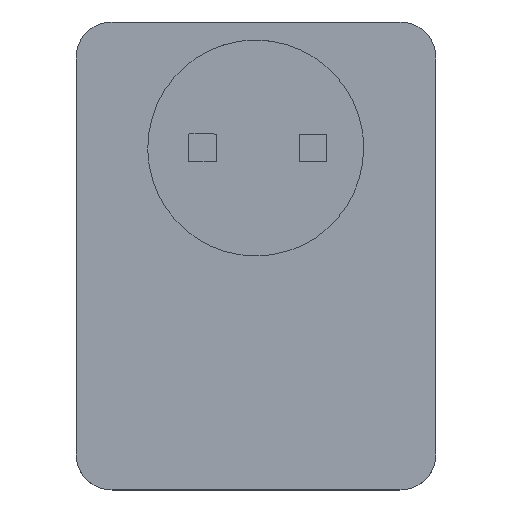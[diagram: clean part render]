
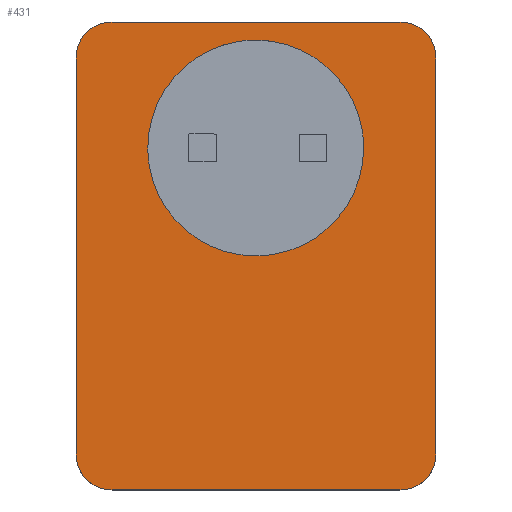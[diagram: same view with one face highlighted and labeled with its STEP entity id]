
A CAD part, top view. The second image highlights one B-rep face of the part: STEP entity #431.
In plain terms, the highlighted planar face has unit normal (0, 0, 1).
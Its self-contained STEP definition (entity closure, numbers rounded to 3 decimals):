
#19=CIRCLE('',#466,2.);
#20=CIRCLE('',#467,2.);
#21=CIRCLE('',#468,2.);
#22=CIRCLE('',#469,2.);
#29=FACE_BOUND('',#86,.T.);
#30=(
BOUNDED_CURVE()
B_SPLINE_CURVE(3,(#653,#654,#655,#656),.UNSPECIFIED.,.F.,.F.)
B_SPLINE_CURVE_WITH_KNOTS((4,4),(-1.,0.),.UNSPECIFIED.)
CURVE()
GEOMETRIC_REPRESENTATION_ITEM()
RATIONAL_B_SPLINE_CURVE((1.,1.,1.,1.))
REPRESENTATION_ITEM('')
);
#32=(
BOUNDED_CURVE()
B_SPLINE_CURVE(3,(#674,#675,#676,#677),.UNSPECIFIED.,.F.,.F.)
B_SPLINE_CURVE_WITH_KNOTS((4,4),(-1.,0.),.UNSPECIFIED.)
CURVE()
GEOMETRIC_REPRESENTATION_ITEM()
RATIONAL_B_SPLINE_CURVE((1.,1.,1.,1.))
REPRESENTATION_ITEM('')
);
#34=(
BOUNDED_CURVE()
B_SPLINE_CURVE(3,(#693,#694,#695,#696),.UNSPECIFIED.,.F.,.F.)
B_SPLINE_CURVE_WITH_KNOTS((4,4),(-1.,0.),.UNSPECIFIED.)
CURVE()
GEOMETRIC_REPRESENTATION_ITEM()
RATIONAL_B_SPLINE_CURVE((1.,1.,1.,1.))
REPRESENTATION_ITEM('')
);
#36=(
BOUNDED_CURVE()
B_SPLINE_CURVE(3,(#711,#712,#713,#714),.UNSPECIFIED.,.F.,.F.)
B_SPLINE_CURVE_WITH_KNOTS((4,4),(-1.,0.),.UNSPECIFIED.)
CURVE()
GEOMETRIC_REPRESENTATION_ITEM()
RATIONAL_B_SPLINE_CURVE((1.,1.,1.,1.))
REPRESENTATION_ITEM('')
);
#58=FACE_OUTER_BOUND('',#85,.T.);
#85=EDGE_LOOP('',(#342,#343,#344,#345,#346,#347,#348,#349));
#86=EDGE_LOOP('',(#350,#351,#352,#353));
#124=LINE('',#725,#166);
#125=LINE('',#729,#167);
#126=LINE('',#733,#168);
#127=LINE('',#736,#169);
#166=VECTOR('',#533,10.);
#167=VECTOR('',#536,10.);
#168=VECTOR('',#539,10.);
#169=VECTOR('',#542,10.);
#198=VERTEX_POINT('',#651);
#199=VERTEX_POINT('',#652);
#202=VERTEX_POINT('',#673);
#204=VERTEX_POINT('',#692);
#206=VERTEX_POINT('',#721);
#207=VERTEX_POINT('',#722);
#208=VERTEX_POINT('',#724);
#209=VERTEX_POINT('',#726);
#210=VERTEX_POINT('',#728);
#211=VERTEX_POINT('',#730);
#212=VERTEX_POINT('',#732);
#213=VERTEX_POINT('',#734);
#246=EDGE_CURVE('',#198,#199,#30,.T.);
#250=EDGE_CURVE('',#202,#198,#32,.T.);
#253=EDGE_CURVE('',#204,#202,#34,.T.);
#256=EDGE_CURVE('',#199,#204,#36,.T.);
#258=EDGE_CURVE('',#206,#207,#19,.T.);
#259=EDGE_CURVE('',#208,#207,#124,.T.);
#260=EDGE_CURVE('',#208,#209,#20,.T.);
#261=EDGE_CURVE('',#210,#209,#125,.T.);
#262=EDGE_CURVE('',#210,#211,#21,.T.);
#263=EDGE_CURVE('',#212,#211,#126,.T.);
#264=EDGE_CURVE('',#212,#213,#22,.T.);
#265=EDGE_CURVE('',#206,#213,#127,.T.);
#342=ORIENTED_EDGE('',*,*,#258,.T.);
#343=ORIENTED_EDGE('',*,*,#259,.F.);
#344=ORIENTED_EDGE('',*,*,#260,.T.);
#345=ORIENTED_EDGE('',*,*,#261,.F.);
#346=ORIENTED_EDGE('',*,*,#262,.T.);
#347=ORIENTED_EDGE('',*,*,#263,.F.);
#348=ORIENTED_EDGE('',*,*,#264,.T.);
#349=ORIENTED_EDGE('',*,*,#265,.F.);
#350=ORIENTED_EDGE('',*,*,#246,.T.);
#351=ORIENTED_EDGE('',*,*,#256,.T.);
#352=ORIENTED_EDGE('',*,*,#253,.T.);
#353=ORIENTED_EDGE('',*,*,#250,.T.);
#410=PLANE('',#465);
#431=ADVANCED_FACE('',(#58,#29),#410,.T.);
#465=AXIS2_PLACEMENT_3D('',#720,#529,#530);
#466=AXIS2_PLACEMENT_3D('',#723,#531,#532);
#467=AXIS2_PLACEMENT_3D('',#727,#534,#535);
#468=AXIS2_PLACEMENT_3D('',#731,#537,#538);
#469=AXIS2_PLACEMENT_3D('',#735,#540,#541);
#529=DIRECTION('center_axis',(0.,0.,1.));
#530=DIRECTION('ref_axis',(1.,0.,0.));
#531=DIRECTION('center_axis',(0.,0.,1.));
#532=DIRECTION('ref_axis',(0.,1.,0.));
#533=DIRECTION('',(0.,1.,0.));
#534=DIRECTION('center_axis',(0.,0.,1.));
#535=DIRECTION('ref_axis',(-1.,0.,0.));
#536=DIRECTION('',(-1.,0.,0.));
#537=DIRECTION('center_axis',(0.,0.,1.));
#538=DIRECTION('ref_axis',(0.,-1.,0.));
#539=DIRECTION('',(0.,-1.,0.));
#540=DIRECTION('center_axis',(0.,0.,1.));
#541=DIRECTION('ref_axis',(1.,0.,0.));
#542=DIRECTION('',(1.,0.,0.));
#651=CARTESIAN_POINT('',(15.981,-65.333,0.));
#652=CARTESIAN_POINT('',(9.985,-71.33,0.));
#653=CARTESIAN_POINT('Ctrl Pts',(15.981,-65.333,0.));
#654=CARTESIAN_POINT('Ctrl Pts',(15.981,-68.638,0.));
#655=CARTESIAN_POINT('Ctrl Pts',(13.289,-71.33,0.));
#656=CARTESIAN_POINT('Ctrl Pts',(9.985,-71.33,0.));
#673=CARTESIAN_POINT('',(9.985,-59.337,0.));
#674=CARTESIAN_POINT('Ctrl Pts',(9.985,-59.337,0.));
#675=CARTESIAN_POINT('Ctrl Pts',(13.289,-59.337,0.));
#676=CARTESIAN_POINT('Ctrl Pts',(15.981,-62.029,0.));
#677=CARTESIAN_POINT('Ctrl Pts',(15.981,-65.333,0.));
#692=CARTESIAN_POINT('',(3.988,-65.333,0.));
#693=CARTESIAN_POINT('Ctrl Pts',(3.988,-65.333,0.));
#694=CARTESIAN_POINT('Ctrl Pts',(3.988,-62.029,0.));
#695=CARTESIAN_POINT('Ctrl Pts',(6.68,-59.337,0.));
#696=CARTESIAN_POINT('Ctrl Pts',(9.985,-59.337,0.));
#711=CARTESIAN_POINT('Ctrl Pts',(9.985,-71.33,0.));
#712=CARTESIAN_POINT('Ctrl Pts',(6.68,-71.33,0.));
#713=CARTESIAN_POINT('Ctrl Pts',(3.988,-68.638,0.));
#714=CARTESIAN_POINT('Ctrl Pts',(3.988,-65.333,0.));
#720=CARTESIAN_POINT('Origin',(10.,-71.333,0.));
#721=CARTESIAN_POINT('',(2.,-58.333,0.));
#722=CARTESIAN_POINT('',(0.,-60.333,0.));
#723=CARTESIAN_POINT('Origin',(2.,-60.333,0.));
#724=CARTESIAN_POINT('',(0.,-82.333,0.));
#725=CARTESIAN_POINT('',(0.,-82.333,0.));
#726=CARTESIAN_POINT('',(2.,-84.333,0.));
#727=CARTESIAN_POINT('Origin',(2.,-82.333,0.));
#728=CARTESIAN_POINT('',(18.,-84.333,0.));
#729=CARTESIAN_POINT('',(18.,-84.333,0.));
#730=CARTESIAN_POINT('',(20.,-82.333,0.));
#731=CARTESIAN_POINT('Origin',(18.,-82.333,0.));
#732=CARTESIAN_POINT('',(20.,-60.333,0.));
#733=CARTESIAN_POINT('',(20.,-60.333,0.));
#734=CARTESIAN_POINT('',(18.,-58.333,0.));
#735=CARTESIAN_POINT('Origin',(18.,-60.333,0.));
#736=CARTESIAN_POINT('',(2.,-58.333,0.));
